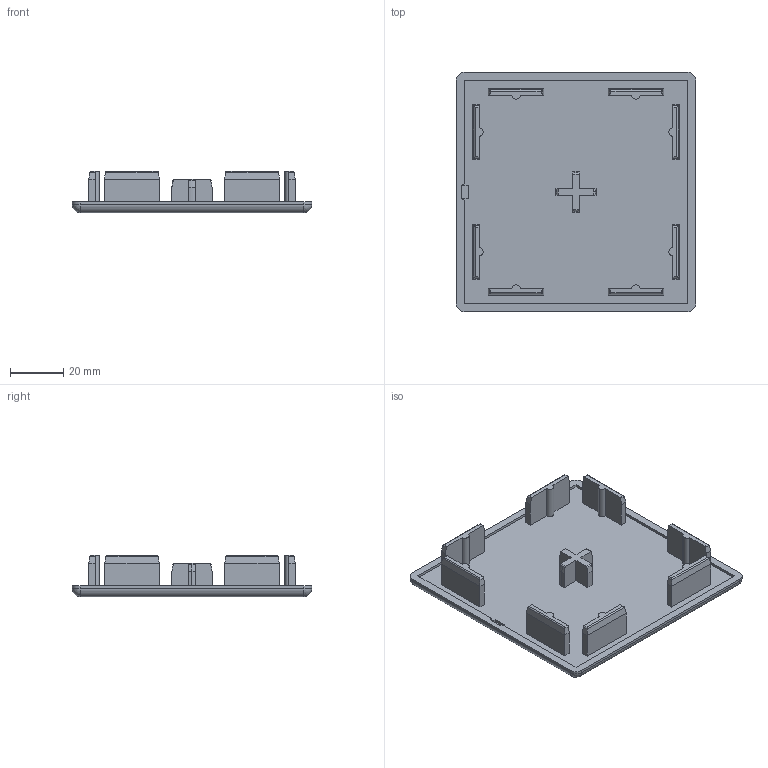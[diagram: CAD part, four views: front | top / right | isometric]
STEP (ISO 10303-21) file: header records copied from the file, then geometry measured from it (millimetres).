
FILE_DESCRIPTION (( 'STEP AP214' ), '1' );
FILE_NAME ('091276.STEP', '2014-08-21T14:04:53', ( '' ), ( '' ), 'SwSTEP 2.0', 'SolidWorks 2014', '' );
FILE_SCHEMA (( 'AUTOMOTIVE_DESIGN' ));
Length unit declared in the file: millimetre
Products named in the file (1): 091276
Bounding box: 90 x 90 x 15.5 mm (x, y, z)
Volume: 30433.9 mm3; surface area: 22668 mm2
Topology: 1 solids, 1 shells, 161 faces, 404 edges, 251 vertices
Faces by surface type: plane 98, cylinder 49, torus 5, cone 5, sphere 4
Entity records: 4762 total; most frequent: CARTESIAN_POINT 925, ORIENTED_EDGE 800, DIRECTION 770, EDGE_CURVE 400, LINE 290, VECTOR 290, VERTEX_POINT 251, AXIS2_PLACEMENT_3D 240
